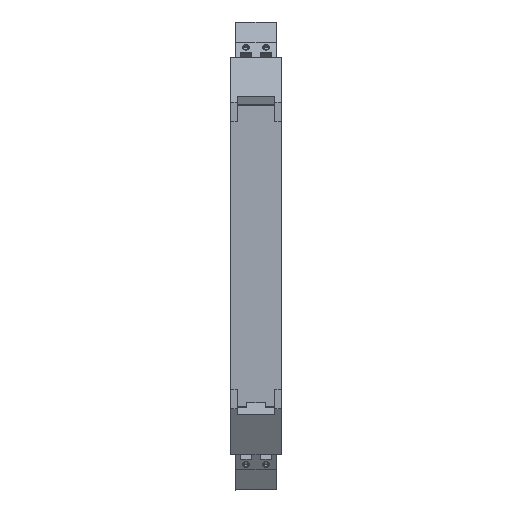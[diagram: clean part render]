
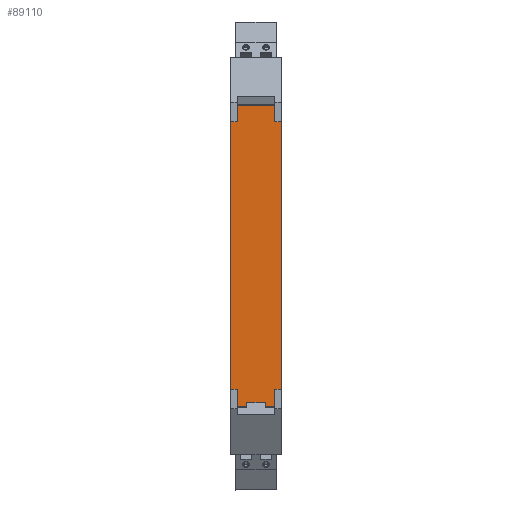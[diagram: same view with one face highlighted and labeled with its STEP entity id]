
A CAD part, top view. The second image highlights one B-rep face of the part: STEP entity #89110.
In plain terms, the highlighted planar face has unit normal (0, 0, 1).
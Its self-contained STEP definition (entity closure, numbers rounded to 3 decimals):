
#5260=CARTESIAN_POINT('',(12.6,16.18,
113.7));
#5270=VERTEX_POINT('',#5260);
#5670=CARTESIAN_POINT('',(12.6,82.826,
113.7));
#5680=VERTEX_POINT('',#5670);
#84530=CARTESIAN_POINT('',(11.,11.813,
113.7));
#84540=VERTEX_POINT('',#84530);
#87240=CARTESIAN_POINT('',(0.,49.5,
113.7));
#87250=DIRECTION('',(0.,1.,0.));
#87260=VECTOR('',#87250,1.);
#87270=LINE('',#87240,#87260);
#87280=CARTESIAN_POINT('',(0.,16.18,
113.7));
#87290=VERTEX_POINT('',#87280);
#87300=CARTESIAN_POINT('',(0.,82.826,
113.7));
#87310=VERTEX_POINT('',#87300);
#87320=EDGE_CURVE('',#87290,#87310,#87270,.T.);
#87950=CARTESIAN_POINT('',(12.6,11.3,
113.7));
#87960=DIRECTION('',(0.,0.,-1.));
#87970=DIRECTION('',(0.,-1.,0.));
#87980=AXIS2_PLACEMENT_3D('',#87950,#87960,#87970);
#87990=PLANE('',#87980);
#88000=CARTESIAN_POINT('',(8.55,49.5,
113.7));
#88010=DIRECTION('',(0.,-1.,0.));
#88020=VECTOR('',#88010,1.);
#88030=LINE('',#88000,#88020);
#88040=CARTESIAN_POINT('',(8.55,12.858,
113.7));
#88050=VERTEX_POINT('',#88040);
#88060=CARTESIAN_POINT('',(8.55,11.813,
113.7));
#88070=VERTEX_POINT('',#88060);
#88080=EDGE_CURVE('',#88050,#88070,#88030,.T.);
#88090=ORIENTED_EDGE('',*,*,#88080,.T.);
#88100=CARTESIAN_POINT('',(8.8,12.858,
113.7));
#88110=DIRECTION('',(-1.,0.,0.));
#88120=VECTOR('',#88110,1.);
#88130=LINE('',#88100,#88120);
#88140=CARTESIAN_POINT('',(4.05,12.858,
113.7));
#88150=VERTEX_POINT('',#88140);
#88160=EDGE_CURVE('',#88050,#88150,#88130,.T.);
#88170=ORIENTED_EDGE('',*,*,#88160,.F.);
#88180=CARTESIAN_POINT('',(4.05,49.5,
113.7));
#88190=DIRECTION('',(0.,1.,0.));
#88200=VECTOR('',#88190,1.);
#88210=LINE('',#88180,#88200);
#88220=CARTESIAN_POINT('',(4.05,11.813,
113.7));
#88230=VERTEX_POINT('',#88220);
#88240=EDGE_CURVE('',#88230,#88150,#88210,.T.);
#88250=ORIENTED_EDGE('',*,*,#88240,.T.);
#88260=CARTESIAN_POINT('',(8.8,11.813,
113.7));
#88270=DIRECTION('',(1.,0.,0.));
#88280=VECTOR('',#88270,1.);
#88290=LINE('',#88260,#88280);
#88300=CARTESIAN_POINT('',(1.6,11.813,
113.7));
#88310=VERTEX_POINT('',#88300);
#88320=EDGE_CURVE('',#88310,#88230,#88290,.T.);
#88330=ORIENTED_EDGE('',*,*,#88320,.T.);
#88340=CARTESIAN_POINT('',(1.6,49.5,
113.7));
#88350=DIRECTION('',(0.,-1.,0.));
#88360=VECTOR('',#88350,1.);
#88370=LINE('',#88340,#88360);
#88380=CARTESIAN_POINT('',(1.6,16.18,
113.7));
#88390=VERTEX_POINT('',#88380);
#88400=EDGE_CURVE('',#88390,#88310,#88370,.T.);
#88410=ORIENTED_EDGE('',*,*,#88400,.T.);
#88420=CARTESIAN_POINT('',(8.8,16.18,
113.7));
#88430=DIRECTION('',(1.,0.,0.));
#88440=VECTOR('',#88430,1.);
#88450=LINE('',#88420,#88440);
#88460=EDGE_CURVE('',#87290,#88390,#88450,.T.);
#88470=ORIENTED_EDGE('',*,*,#88460,.T.);
#88480=ORIENTED_EDGE('',*,*,#87320,.F.);
#88490=CARTESIAN_POINT('',(8.8,82.826,
113.7));
#88500=DIRECTION('',(-1.,0.,0.));
#88510=VECTOR('',#88500,1.);
#88520=LINE('',#88490,#88510);
#88530=CARTESIAN_POINT('',(1.6,82.826,
113.7));
#88540=VERTEX_POINT('',#88530);
#88550=EDGE_CURVE('',#88540,#87310,#88520,.T.);
#88560=ORIENTED_EDGE('',*,*,#88550,.T.);
#88570=CARTESIAN_POINT('',(1.6,49.5,
113.7));
#88580=DIRECTION('',(0.,-1.,0.));
#88590=VECTOR('',#88580,1.);
#88600=LINE('',#88570,#88590);
#88610=CARTESIAN_POINT('',(1.6,86.887,
113.7));
#88620=VERTEX_POINT('',#88610);
#88630=EDGE_CURVE('',#88620,#88540,#88600,.T.);
#88640=ORIENTED_EDGE('',*,*,#88630,.T.);
#88650=CARTESIAN_POINT('',(8.8,86.887,
113.7));
#88660=DIRECTION('',(-1.,0.,0.));
#88670=VECTOR('',#88660,1.);
#88680=LINE('',#88650,#88670);
#88690=CARTESIAN_POINT('',(11.,86.887,
113.7));
#88700=VERTEX_POINT('',#88690);
#88710=EDGE_CURVE('',#88700,#88620,#88680,.T.);
#88720=ORIENTED_EDGE('',*,*,#88710,.T.);
#88730=CARTESIAN_POINT('',(11.,49.5,
113.7));
#88740=DIRECTION('',(0.,1.,0.));
#88750=VECTOR('',#88740,1.);
#88760=LINE('',#88730,#88750);
#88770=CARTESIAN_POINT('',(11.,82.826,
113.7));
#88780=VERTEX_POINT('',#88770);
#88790=EDGE_CURVE('',#88780,#88700,#88760,.T.);
#88800=ORIENTED_EDGE('',*,*,#88790,.T.);
#88810=CARTESIAN_POINT('',(8.8,82.826,
113.7));
#88820=DIRECTION('',(-1.,0.,0.));
#88830=VECTOR('',#88820,1.);
#88840=LINE('',#88810,#88830);
#88850=EDGE_CURVE('',#5680,#88780,#88840,.T.);
#88860=ORIENTED_EDGE('',*,*,#88850,.T.);
#88870=CARTESIAN_POINT('',(12.6,49.5,
113.7));
#88880=DIRECTION('',(0.,-1.,0.));
#88890=VECTOR('',#88880,1.);
#88900=LINE('',#88870,#88890);
#88910=EDGE_CURVE('',#5680,#5270,#88900,.T.);
#88920=ORIENTED_EDGE('',*,*,#88910,.F.);
#88930=CARTESIAN_POINT('',(8.8,16.18,
113.7));
#88940=DIRECTION('',(1.,0.,0.));
#88950=VECTOR('',#88940,1.);
#88960=LINE('',#88930,#88950);
#88970=CARTESIAN_POINT('',(11.,16.18,
113.7));
#88980=VERTEX_POINT('',#88970);
#88990=EDGE_CURVE('',#88980,#5270,#88960,.T.);
#89000=ORIENTED_EDGE('',*,*,#88990,.T.);
#89010=CARTESIAN_POINT('',(11.,49.5,
113.7));
#89020=DIRECTION('',(0.,1.,0.));
#89030=VECTOR('',#89020,1.);
#89040=LINE('',#89010,#89030);
#89050=EDGE_CURVE('',#84540,#88980,#89040,.T.);
#89060=ORIENTED_EDGE('',*,*,#89050,.T.);
#89070=EDGE_CURVE('',#88070,#84540,#88290,.T.);
#89080=ORIENTED_EDGE('',*,*,#89070,.T.);
#89090=EDGE_LOOP('',(#89080,#89060,#89000,#88920,#88860,#88800,#88720,
#88640,#88560,#88480,#88470,#88410,#88330,#88250,#88170,#88090));
#89100=FACE_OUTER_BOUND('',#89090,.T.);
#89110=ADVANCED_FACE('',(#89100),#87990,.F.);
